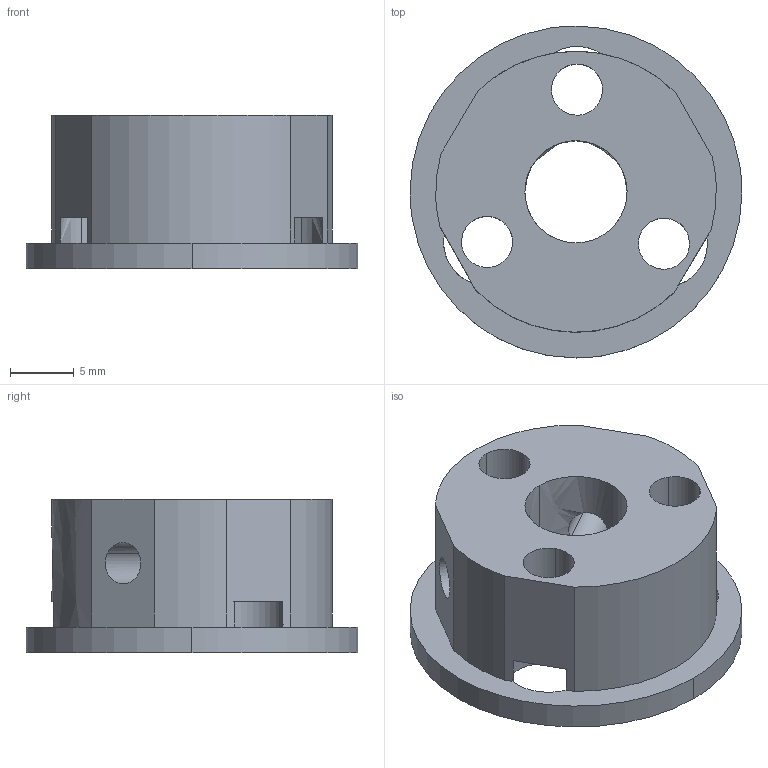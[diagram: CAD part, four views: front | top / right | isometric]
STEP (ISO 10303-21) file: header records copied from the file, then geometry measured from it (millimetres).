
FILE_DESCRIPTION(('CATIA V5 STEP Exchange'),'2;1');
FILE_NAME('wheel_adapter.stp','2014-01-03T16:20:26+00:00',('none'),('none'),'CATIA Version 5 Release 21 GA (IN-10)','CATIA V5 STEP AP214 Edition 3','none');
FILE_SCHEMA(('AUTOMOTIVE_DESIGN { 1 0 10303 214 3 1 1 1 }'));
Length unit declared in the file: millimetre
Products named in the file (1): Document
Bounding box: 26 x 26 x 12 mm (x, y, z)
Volume: 3365.9 mm3; surface area: 2639.7 mm2
Topology: 1 solids, 1 shells, 54 faces, 158 edges, 104 vertices
Faces by surface type: bspline 44, plane 6, cylinder 4
Entity records: 2327 total; most frequent: CARTESIAN_POINT 1087, ORIENTED_EDGE 316, EDGE_CURVE 158, VERTEX_POINT 104, EDGE_LOOP 70, ADVANCED_FACE 54, FACE_OUTER_BOUND 54, PRESENTATION_STYLE_ASSIGNMENT 51
